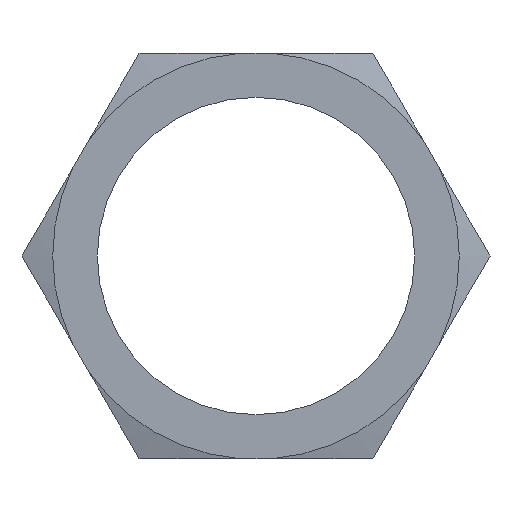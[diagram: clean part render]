
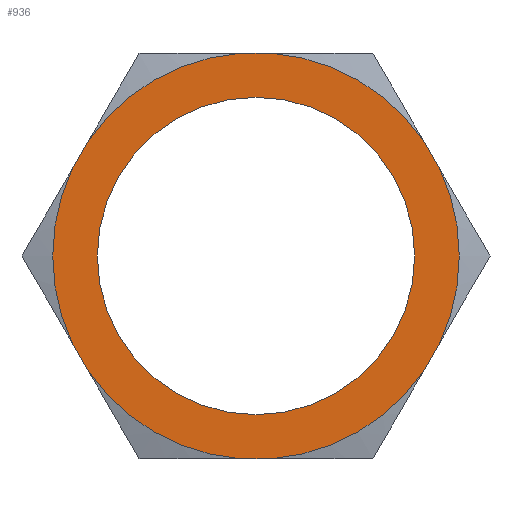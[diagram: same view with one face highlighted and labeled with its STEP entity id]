
A CAD part, left-side view. The second image highlights one B-rep face of the part: STEP entity #936.
In plain terms, the highlighted planar face has unit normal (-1, 0, 0).
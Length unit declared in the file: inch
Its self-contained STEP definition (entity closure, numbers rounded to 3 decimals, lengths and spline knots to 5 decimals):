
#23=FACE_BOUND('',#159,.T.);
#56=PLANE('',#1026);
#107=FACE_OUTER_BOUND('',#158,.T.);
#158=EDGE_LOOP('',(#741,#742,#743,#744,#745,#746,#747,#748,#749,#750,#751,
#752));
#159=EDGE_LOOP('',(#753,#754));
#193=CIRCLE('',#1017,2.0855);
#194=CIRCLE('',#1019,2.0855);
#195=CIRCLE('',#1021,2.0855);
#196=CIRCLE('',#1023,2.0855);
#197=CIRCLE('',#1025,2.0855);
#198=CIRCLE('',#1027,2.0855);
#199=CIRCLE('',#1028,1.628);
#200=CIRCLE('',#1029,1.628);
#285=LINE('',#2129,#322);
#288=LINE('',#2151,#325);
#291=LINE('',#2173,#328);
#295=LINE('',#2197,#332);
#297=LINE('',#2217,#334);
#299=LINE('',#2233,#336);
#322=VECTOR('',#1126,0.3937);
#325=VECTOR('',#1131,0.3937);
#328=VECTOR('',#1136,0.3937);
#332=VECTOR('',#1142,0.3937);
#334=VECTOR('',#1146,0.3937);
#336=VECTOR('',#1150,0.3937);
#389=VERTEX_POINT('',#2124);
#390=VERTEX_POINT('',#2128);
#395=VERTEX_POINT('',#2146);
#396=VERTEX_POINT('',#2150);
#401=VERTEX_POINT('',#2168);
#402=VERTEX_POINT('',#2172);
#408=VERTEX_POINT('',#2192);
#409=VERTEX_POINT('',#2196);
#413=VERTEX_POINT('',#2212);
#414=VERTEX_POINT('',#2216);
#417=VERTEX_POINT('',#2228);
#418=VERTEX_POINT('',#2232);
#420=VERTEX_POINT('',#2266);
#421=VERTEX_POINT('',#2267);
#503=EDGE_CURVE('',#390,#389,#285,.T.);
#510=EDGE_CURVE('',#396,#395,#288,.T.);
#517=EDGE_CURVE('',#402,#401,#291,.T.);
#525=EDGE_CURVE('',#409,#408,#295,.T.);
#531=EDGE_CURVE('',#414,#413,#297,.T.);
#536=EDGE_CURVE('',#418,#417,#299,.T.);
#546=EDGE_CURVE('',#418,#408,#193,.T.);
#547=EDGE_CURVE('',#414,#417,#194,.T.);
#548=EDGE_CURVE('',#402,#413,#195,.T.);
#549=EDGE_CURVE('',#409,#389,#196,.T.);
#550=EDGE_CURVE('',#390,#395,#197,.T.);
#551=EDGE_CURVE('',#396,#401,#198,.T.);
#552=EDGE_CURVE('',#420,#421,#199,.T.);
#553=EDGE_CURVE('',#421,#420,#200,.T.);
#741=ORIENTED_EDGE('',*,*,#510,.T.);
#742=ORIENTED_EDGE('',*,*,#550,.F.);
#743=ORIENTED_EDGE('',*,*,#503,.T.);
#744=ORIENTED_EDGE('',*,*,#549,.F.);
#745=ORIENTED_EDGE('',*,*,#525,.T.);
#746=ORIENTED_EDGE('',*,*,#546,.F.);
#747=ORIENTED_EDGE('',*,*,#536,.T.);
#748=ORIENTED_EDGE('',*,*,#547,.F.);
#749=ORIENTED_EDGE('',*,*,#531,.T.);
#750=ORIENTED_EDGE('',*,*,#548,.F.);
#751=ORIENTED_EDGE('',*,*,#517,.T.);
#752=ORIENTED_EDGE('',*,*,#551,.F.);
#753=ORIENTED_EDGE('',*,*,#552,.T.);
#754=ORIENTED_EDGE('',*,*,#553,.T.);
#936=ADVANCED_FACE('',(#107,#23),#56,.T.);
#1017=AXIS2_PLACEMENT_3D('',#2255,#1178,#1179);
#1019=AXIS2_PLACEMENT_3D('',#2257,#1182,#1183);
#1021=AXIS2_PLACEMENT_3D('',#2259,#1186,#1187);
#1023=AXIS2_PLACEMENT_3D('',#2261,#1190,#1191);
#1025=AXIS2_PLACEMENT_3D('',#2263,#1194,#1195);
#1026=AXIS2_PLACEMENT_3D('',#2264,#1196,#1197);
#1027=AXIS2_PLACEMENT_3D('',#2265,#1198,#1199);
#1028=AXIS2_PLACEMENT_3D('',#2268,#1200,#1201);
#1029=AXIS2_PLACEMENT_3D('',#2269,#1202,#1203);
#1126=DIRECTION('',(0.,0.5,-0.866));
#1131=DIRECTION('',(0.,1.,0.));
#1136=DIRECTION('',(0.,0.5,0.866));
#1142=DIRECTION('',(0.,-0.5,-0.866));
#1146=DIRECTION('',(0.,-0.5,0.866));
#1150=DIRECTION('',(0.,-1.,0.));
#1178=DIRECTION('center_axis',(1.,0.,0.));
#1179=DIRECTION('ref_axis',(0.,1.,0.));
#1182=DIRECTION('center_axis',(1.,0.,0.));
#1183=DIRECTION('ref_axis',(0.,1.,0.));
#1186=DIRECTION('center_axis',(1.,0.,0.));
#1187=DIRECTION('ref_axis',(0.,1.,0.));
#1190=DIRECTION('center_axis',(1.,0.,0.));
#1191=DIRECTION('ref_axis',(0.,1.,0.));
#1194=DIRECTION('center_axis',(1.,0.,0.));
#1195=DIRECTION('ref_axis',(0.,1.,0.));
#1196=DIRECTION('center_axis',(-1.,0.,0.));
#1197=DIRECTION('ref_axis',(0.,0.,1.));
#1198=DIRECTION('center_axis',(1.,0.,0.));
#1199=DIRECTION('ref_axis',(0.,1.,0.));
#1200=DIRECTION('center_axis',(1.,0.,0.));
#1201=DIRECTION('ref_axis',(0.,1.,0.));
#1202=DIRECTION('center_axis',(1.,0.,0.));
#1203=DIRECTION('ref_axis',(0.,1.,0.));
#2124=CARTESIAN_POINT('',(0.,1.88331,0.89581));
#2128=CARTESIAN_POINT('',(0.,1.71744,1.18309));
#2129=CARTESIAN_POINT('',(0.,1.73241,1.15717));
#2146=CARTESIAN_POINT('',(0.,0.16586,2.07889));
#2150=CARTESIAN_POINT('',(0.,-0.16586,2.07889));
#2151=CARTESIAN_POINT('',(0.,0.32825,2.07889));
#2168=CARTESIAN_POINT('',(0.,-1.71744,1.18309));
#2172=CARTESIAN_POINT('',(0.,-1.88331,0.89581));
#2173=CARTESIAN_POINT('',(0.,-1.86834,0.92172));
#2192=CARTESIAN_POINT('',(0.,1.71744,-1.18309));
#2196=CARTESIAN_POINT('',(0.,1.88331,-0.89581));
#2197=CARTESIAN_POINT('',(0.,2.33253,-0.11773));
#2212=CARTESIAN_POINT('',(0.,-1.88331,-0.89581));
#2216=CARTESIAN_POINT('',(0.,-1.71744,-1.18309));
#2217=CARTESIAN_POINT('',(0.,-1.26822,-1.96117));
#2228=CARTESIAN_POINT('',(0.,-0.16586,-2.07889));
#2232=CARTESIAN_POINT('',(0.,0.16586,-2.07889));
#2233=CARTESIAN_POINT('',(0.,1.5285,-2.07889));
#2255=CARTESIAN_POINT('Origin',(0.,0.,0.));
#2257=CARTESIAN_POINT('Origin',(0.,0.,0.));
#2259=CARTESIAN_POINT('Origin',(0.,0.,0.));
#2261=CARTESIAN_POINT('Origin',(0.,0.,0.));
#2263=CARTESIAN_POINT('Origin',(0.,0.,0.));
#2264=CARTESIAN_POINT('Origin',(0.,1.85675,0.));
#2265=CARTESIAN_POINT('Origin',(0.,0.,0.));
#2266=CARTESIAN_POINT('',(0.,1.628,0.));
#2267=CARTESIAN_POINT('',(0.,-1.628,0.));
#2268=CARTESIAN_POINT('Origin',(0.,0.,0.));
#2269=CARTESIAN_POINT('Origin',(0.,0.,0.));
